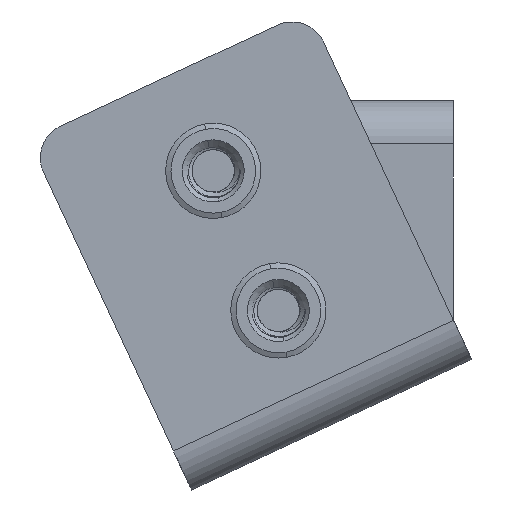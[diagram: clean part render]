
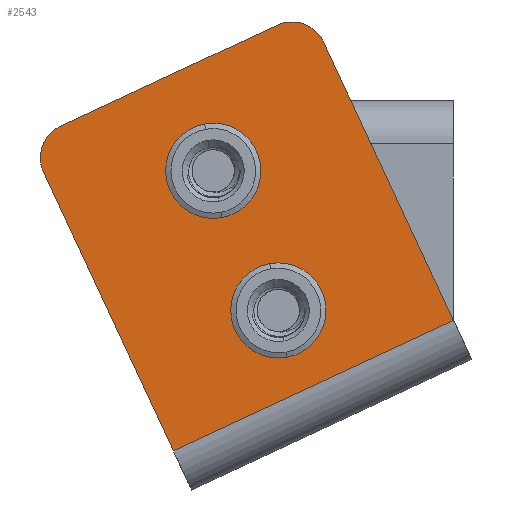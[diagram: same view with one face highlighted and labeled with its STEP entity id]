
A CAD part, front view. The second image highlights one B-rep face of the part: STEP entity #2543.
In plain terms, the highlighted planar face has unit normal (0, -1, 0).
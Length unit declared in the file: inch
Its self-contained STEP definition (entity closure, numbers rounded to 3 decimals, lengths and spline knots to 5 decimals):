
#51 = CARTESIAN_POINT ( 'NONE',  ( -0.1251, -2.3705, -0.74858 ) ) ;
#118 = AXIS2_PLACEMENT_3D ( 'NONE', #6640, #1607, #6084 ) ;
#122 = EDGE_CURVE ( 'NONE', #2245, #1413, #5466, .T. ) ;
#165 = EDGE_CURVE ( 'NONE', #1734, #4707, #424, .T. ) ;
#167 = DIRECTION ( 'NONE',  ( 0., 0., 1. ) ) ;
#216 = AXIS2_PLACEMENT_3D ( 'NONE', #7193, #6187, #4432 ) ;
#244 = CARTESIAN_POINT ( 'NONE',  ( -0.50604, -2.3705, -0.25011 ) ) ;
#424 = CIRCLE ( 'NONE', #2998, 0.1485 ) ;
#798 = CARTESIAN_POINT ( 'NONE',  ( -0.20904, -2.3705, -0.25011 ) ) ;
#818 = FACE_BOUND ( 'NONE', #7072, .T. ) ;
#826 = AXIS2_PLACEMENT_3D ( 'NONE', #51, #4027, #5714 ) ;
#914 = VECTOR ( 'NONE', #2112, 39.37008 ) ;
#994 = AXIS2_PLACEMENT_3D ( 'NONE', #4206, #5406, #7032 ) ;
#1036 = AXIS2_PLACEMENT_3D ( 'NONE', #1637, #2732, #6080 ) ;
#1057 = CIRCLE ( 'NONE', #118, 0.125 ) ;
#1246 = CARTESIAN_POINT ( 'NONE',  ( -0.1251, -2.3705, -0.74858 ) ) ;
#1346 = DIRECTION ( 'NONE',  ( 0., -1., 0. ) ) ;
#1365 = ORIENTED_EDGE ( 'NONE', *, *, #6630, .T. ) ;
#1382 = CARTESIAN_POINT ( 'NONE',  ( -0.8499, -2.3705, -0.20386 ) ) ;
#1413 = VERTEX_POINT ( 'NONE', #5219 ) ;
#1481 = FACE_BOUND ( 'NONE', #6854, .T. ) ;
#1503 = ORIENTED_EDGE ( 'NONE', *, *, #4614, .T. ) ;
#1607 = DIRECTION ( 'NONE',  ( 0., -1., 0. ) ) ;
#1609 = CARTESIAN_POINT ( 'NONE',  ( 0.11053, -2.3705, 0.05154 ) ) ;
#1637 = CARTESIAN_POINT ( 'NONE',  ( -0.35754, -2.3705, -0.25011 ) ) ;
#1644 = CIRCLE ( 'NONE', #2811, 0.1485 ) ;
#1676 = VERTEX_POINT ( 'NONE', #4624 ) ;
#1734 = VERTEX_POINT ( 'NONE', #798 ) ;
#1782 = ORIENTED_EDGE ( 'NONE', *, *, #5049, .F. ) ;
#1869 = DIRECTION ( 'NONE',  ( 1., 0., 0. ) ) ;
#1893 = ORIENTED_EDGE ( 'NONE', *, *, #5470, .T. ) ;
#1977 = CIRCLE ( 'NONE', #1036, 0.1485 ) ;
#2060 = AXIS2_PLACEMENT_3D ( 'NONE', #1382, #1346, #167 ) ;
#2103 = VERTEX_POINT ( 'NONE', #3288 ) ;
#2112 = DIRECTION ( 'NONE',  ( -0.906, 0., -0.423 ) ) ;
#2245 = VERTEX_POINT ( 'NONE', #2945 ) ;
#2247 = VECTOR ( 'NONE', #5174, 39.37008 ) ;
#2405 = CARTESIAN_POINT ( 'NONE',  ( -0.35754, -2.3705, -0.25011 ) ) ;
#2473 = ORIENTED_EDGE ( 'NONE', *, *, #4522, .T. ) ;
#2503 = ORIENTED_EDGE ( 'NONE', *, *, #5372, .F. ) ;
#2543 = ADVANCED_FACE ( 'NONE', ( #1481, #818, #3060 ), #3726, .F. ) ;
#2581 = ORIENTED_EDGE ( 'NONE', *, *, #6263, .F. ) ;
#2732 = DIRECTION ( 'NONE',  ( 0., -1., 0. ) ) ;
#2811 = AXIS2_PLACEMENT_3D ( 'NONE', #1246, #3489, #1869 ) ;
#2849 = DIRECTION ( 'NONE',  ( -0.423, 0., 0.906 ) ) ;
#2945 = CARTESIAN_POINT ( 'NONE',  ( -0.9749, -2.3705, -0.20386 ) ) ;
#2998 = AXIS2_PLACEMENT_3D ( 'NONE', #2405, #4616, #4064 ) ;
#3054 = ORIENTED_EDGE ( 'NONE', *, *, #165, .F. ) ;
#3060 = FACE_OUTER_BOUND ( 'NONE', #4385, .T. ) ;
#3288 = CARTESIAN_POINT ( 'NONE',  ( -0.2736, -2.3705, -0.74858 ) ) ;
#3404 = ORIENTED_EDGE ( 'NONE', *, *, #122, .T. ) ;
#3484 = CARTESIAN_POINT ( 'NONE',  ( -0.12654, -2.3705, 0.27137 ) ) ;
#3489 = DIRECTION ( 'NONE',  ( 0., -1., 0. ) ) ;
#3508 = ORIENTED_EDGE ( 'NONE', *, *, #6912, .F. ) ;
#3619 = VECTOR ( 'NONE', #3926, 39.37008 ) ;
#3726 = PLANE ( 'NONE',  #994 ) ;
#3920 = CARTESIAN_POINT ( 'NONE',  ( 0.03681, -2.3705, 0.20962 ) ) ;
#3925 = VERTEX_POINT ( 'NONE', #4187 ) ;
#3926 = DIRECTION ( 'NONE',  ( 0.423, 0., -0.906 ) ) ;
#4026 = EDGE_CURVE ( 'NONE', #6143, #1676, #6346, .T. ) ;
#4027 = DIRECTION ( 'NONE',  ( 0., -1., 0. ) ) ;
#4064 = DIRECTION ( 'NONE',  ( 1., 0., 0. ) ) ;
#4187 = CARTESIAN_POINT ( 'NONE',  ( 0.5, -2.3705, -0.78369 ) ) ;
#4206 = CARTESIAN_POINT ( 'NONE',  ( 0., -2.3705, 0. ) ) ;
#4385 = EDGE_LOOP ( 'NONE', ( #1503, #1365, #5923, #1893, #3404, #2473, #1782 ) ) ;
#4432 = DIRECTION ( 'NONE',  ( 0., 0., 1. ) ) ;
#4522 = EDGE_CURVE ( 'NONE', #1413, #4934, #6677, .T. ) ;
#4614 = EDGE_CURVE ( 'NONE', #3925, #5326, #6643, .T. ) ;
#4616 = DIRECTION ( 'NONE',  ( 0., -1., 0. ) ) ;
#4624 = CARTESIAN_POINT ( 'NONE',  ( -0.90273, -2.3705, -0.09057 ) ) ;
#4638 = CARTESIAN_POINT ( 'NONE',  ( -0.12931, -2.3705, 0.27008 ) ) ;
#4667 = VECTOR ( 'NONE', #2849, 39.37008 ) ;
#4707 = VERTEX_POINT ( 'NONE', #244 ) ;
#4934 = VERTEX_POINT ( 'NONE', #6934 ) ;
#5049 = EDGE_CURVE ( 'NONE', #3925, #4934, #6007, .T. ) ;
#5174 = DIRECTION ( 'NONE',  ( -0.906, 0., -0.423 ) ) ;
#5219 = CARTESIAN_POINT ( 'NONE',  ( -0.96319, -2.3705, -0.25669 ) ) ;
#5221 = CARTESIAN_POINT ( 'NONE',  ( 0.0234, -2.3705, -0.74858 ) ) ;
#5326 = VERTEX_POINT ( 'NONE', #3920 ) ;
#5372 = EDGE_CURVE ( 'NONE', #4707, #1734, #1977, .T. ) ;
#5406 = DIRECTION ( 'NONE',  ( 0., 1., 0. ) ) ;
#5466 = CIRCLE ( 'NONE', #2060, 0.125 ) ;
#5470 = EDGE_CURVE ( 'NONE', #1676, #2245, #6553, .T. ) ;
#5714 = DIRECTION ( 'NONE',  ( 1., 0., 0. ) ) ;
#5923 = ORIENTED_EDGE ( 'NONE', *, *, #4026, .T. ) ;
#5982 = VERTEX_POINT ( 'NONE', #5221 ) ;
#6007 = LINE ( 'NONE', #7155, #914 ) ;
#6080 = DIRECTION ( 'NONE',  ( 1., 0., 0. ) ) ;
#6084 = DIRECTION ( 'NONE',  ( 0., 0., 1. ) ) ;
#6143 = VERTEX_POINT ( 'NONE', #4638 ) ;
#6159 = CARTESIAN_POINT ( 'NONE',  ( -0.88947, -2.3705, -0.41477 ) ) ;
#6187 = DIRECTION ( 'NONE',  ( 0., -1., 0. ) ) ;
#6263 = EDGE_CURVE ( 'NONE', #5982, #2103, #1644, .T. ) ;
#6346 = LINE ( 'NONE', #3484, #2247 ) ;
#6553 = CIRCLE ( 'NONE', #216, 0.125 ) ;
#6630 = EDGE_CURVE ( 'NONE', #5326, #6143, #1057, .T. ) ;
#6640 = CARTESIAN_POINT ( 'NONE',  ( -0.07648, -2.3705, 0.15679 ) ) ;
#6643 = LINE ( 'NONE', #1609, #4667 ) ;
#6677 = LINE ( 'NONE', #6159, #3619 ) ;
#6854 = EDGE_LOOP ( 'NONE', ( #3054, #2503 ) ) ;
#6912 = EDGE_CURVE ( 'NONE', #2103, #5982, #7166, .T. ) ;
#6934 = CARTESIAN_POINT ( 'NONE',  ( -0.5, -2.3705, -1.25 ) ) ;
#7032 = DIRECTION ( 'NONE',  ( 0., 0., 1. ) ) ;
#7072 = EDGE_LOOP ( 'NONE', ( #2581, #3508 ) ) ;
#7155 = CARTESIAN_POINT ( 'NONE',  ( -0.5, -2.3705, -1.25 ) ) ;
#7166 = CIRCLE ( 'NONE', #826, 0.1485 ) ;
#7193 = CARTESIAN_POINT ( 'NONE',  ( -0.8499, -2.3705, -0.20386 ) ) ;
